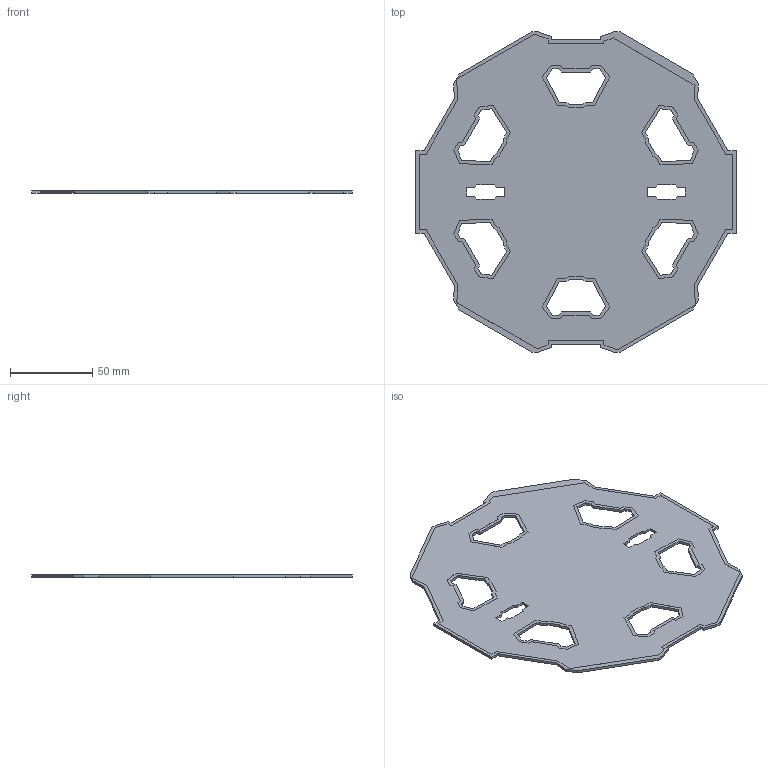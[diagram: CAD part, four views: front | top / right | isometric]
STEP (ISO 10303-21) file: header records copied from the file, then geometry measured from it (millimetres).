
FILE_DESCRIPTION (( 'STEP AP214' ), '1' );
FILE_NAME ('plate1.STEP', '2025-11-13T21:40:01', ( '' ), ( '' ), 'SwSTEP 2.0', 'SolidWorks 2021', '' );
FILE_SCHEMA (( 'AUTOMOTIVE_DESIGN' ));
Length unit declared in the file: millimetre
Products named in the file (1): plate1
Bounding box: 195 x 194.74 x 1.6 mm (x, y, z)
Volume: 41058.5 mm3; surface area: 53541.5 mm2
Topology: 1 solids, 1 shells, 265 faces, 768 edges, 512 vertices
Faces by surface type: plane 265
Entity records: 8630 total; most frequent: CARTESIAN_POINT 1546, ORIENTED_EDGE 1536, DIRECTION 1300, EDGE_CURVE 768, LINE 768, VECTOR 768, VERTEX_POINT 512, EDGE_LOOP 288
